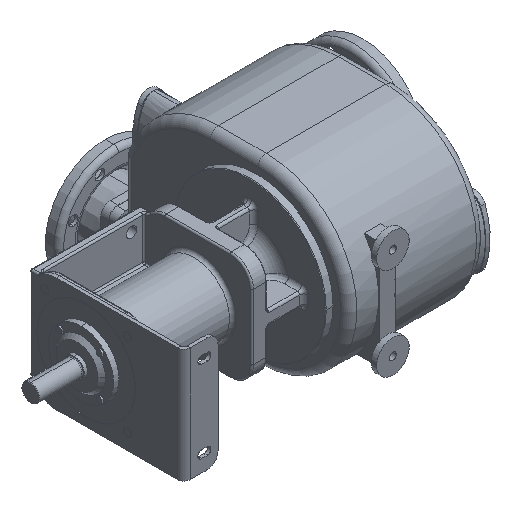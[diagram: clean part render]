
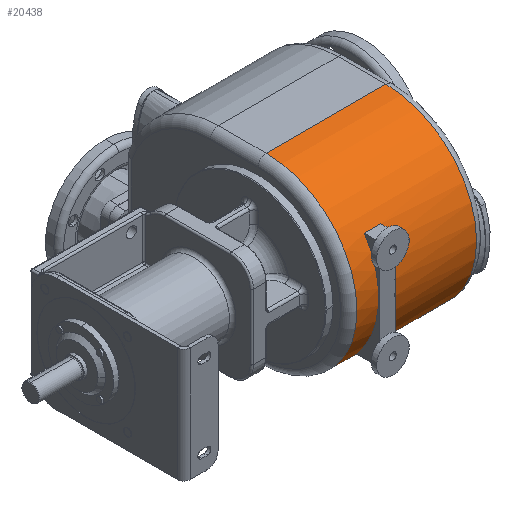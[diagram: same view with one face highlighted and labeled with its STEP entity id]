
A CAD part, isometric view. The second image highlights one B-rep face of the part: STEP entity #20438.
In plain terms, the highlighted cylindrical face has radius 167 mm (diameter 334 mm), a partial arc.
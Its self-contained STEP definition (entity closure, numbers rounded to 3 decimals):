
#5346=CARTESIAN_POINT('',(-55.,168.,0.));
#5347=DIRECTION('',(-1.,0.,0.));
#5348=DIRECTION('',(0.,0.,-1.));
#5349=AXIS2_PLACEMENT_3D('',#5346,#5347,#5348);
#5351=CARTESIAN_POINT('',(165.,168.,0.));
#5352=DIRECTION('',(1.,0.,0.));
#5353=DIRECTION('',(0.,0.,1.));
#5354=AXIS2_PLACEMENT_3D('',#5351,#5352,#5353);
#5356=DIRECTION('',(1.,0.,0.));
#5357=VECTOR('',#5356,220.);
#5358=CARTESIAN_POINT('',(-55.,168.,-167.));
#5359=LINE('',#5358,#5357);
#5360=DIRECTION('',(-1.,0.,0.));
#5361=VECTOR('',#5360,30.);
#5362=CARTESIAN_POINT('',(15.,42.346,-110.));
#5363=LINE('',#5362,#5361);
#5364=CARTESIAN_POINT('',(15.,168.,0.));
#5365=DIRECTION('',(-1.,0.,0.));
#5366=DIRECTION('',(0.,-0.752,-0.659));
#5367=AXIS2_PLACEMENT_3D('',#5364,#5365,#5366);
#5369=DIRECTION('',(-1.,0.,0.));
#5370=VECTOR('',#5369,30.);
#5371=CARTESIAN_POINT('',(15.,27.327,90.));
#5372=LINE('',#5371,#5370);
#5373=CARTESIAN_POINT('',(-15.,168.,0.));
#5374=DIRECTION('',(-1.,0.,0.));
#5375=DIRECTION('',(0.,-0.752,-0.659));
#5376=AXIS2_PLACEMENT_3D('',#5373,#5374,#5375);
#5386=DIRECTION('',(1.,0.,0.));
#5387=VECTOR('',#5386,220.);
#5388=CARTESIAN_POINT('',(-55.,168.,167.));
#5389=LINE('',#5388,#5387);
#12255=CARTESIAN_POINT('',(15.,42.346,-110.));
#12256=CARTESIAN_POINT('',(-15.,42.346,-110.));
#12257=VERTEX_POINT('',#12255);
#12258=VERTEX_POINT('',#12256);
#12259=CARTESIAN_POINT('',(15.,27.327,90.));
#12260=VERTEX_POINT('',#12259);
#12261=CARTESIAN_POINT('',(-15.,27.327,90.));
#12262=VERTEX_POINT('',#12261);
#12273=CARTESIAN_POINT('',(165.,168.,-167.));
#12274=VERTEX_POINT('',#12273);
#12275=CARTESIAN_POINT('',(165.,168.,167.));
#12276=VERTEX_POINT('',#12275);
#12309=CARTESIAN_POINT('',(-55.,168.,-167.));
#12310=VERTEX_POINT('',#12309);
#12313=CARTESIAN_POINT('',(-55.,168.,167.));
#12314=VERTEX_POINT('',#12313);
#20416=CARTESIAN_POINT('',(-70.,168.,0.));
#20417=DIRECTION('',(-1.,0.,0.));
#20418=DIRECTION('',(0.,0.,1.));
#20419=AXIS2_PLACEMENT_3D('',#20416,#20417,#20418);
#20420=CYLINDRICAL_SURFACE('',#20419,167.);
#20421=ORIENTED_EDGE('',*,*,#16567,.T.);
#20423=ORIENTED_EDGE('',*,*,#20422,.T.);
#20424=ORIENTED_EDGE('',*,*,#18298,.T.);
#20425=ORIENTED_EDGE('',*,*,#18378,.F.);
#20426=EDGE_LOOP('',(#20421,#20423,#20424,#20425));
#20427=FACE_OUTER_BOUND('',#20426,.F.);
#20429=ORIENTED_EDGE('',*,*,#20428,.F.);
#20431=ORIENTED_EDGE('',*,*,#20430,.T.);
#20433=ORIENTED_EDGE('',*,*,#20432,.T.);
#20435=ORIENTED_EDGE('',*,*,#20434,.F.);
#20436=EDGE_LOOP('',(#20429,#20431,#20433,#20435));
#20437=FACE_BOUND('',#20436,.F.);
#20438=ADVANCED_FACE('',(#20427,#20437),#20420,.T.);
#5350=CIRCLE('',#5349,167.);
#5355=CIRCLE('',#5354,167.);
#5368=CIRCLE('',#5367,167.);
#5377=CIRCLE('',#5376,167.);
#16567=EDGE_CURVE('',#12310,#12314,#5350,.T.);
#18298=EDGE_CURVE('',#12276,#12274,#5355,.T.);
#18378=EDGE_CURVE('',#12310,#12274,#5359,.T.);
#20422=EDGE_CURVE('',#12314,#12276,#5389,.T.);
#20428=EDGE_CURVE('',#12257,#12258,#5363,.T.);
#20430=EDGE_CURVE('',#12257,#12260,#5368,.T.);
#20432=EDGE_CURVE('',#12260,#12262,#5372,.T.);
#20434=EDGE_CURVE('',#12258,#12262,#5377,.T.);
